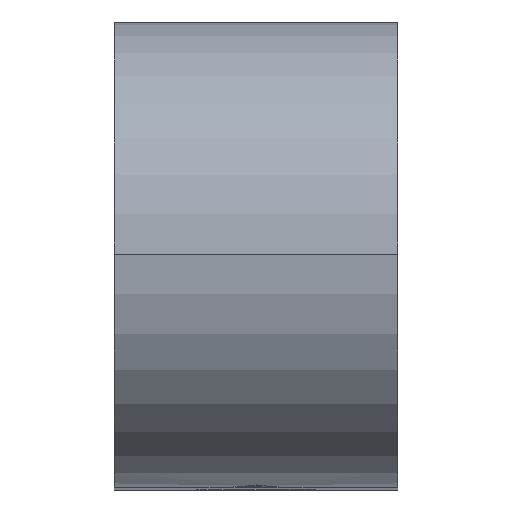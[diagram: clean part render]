
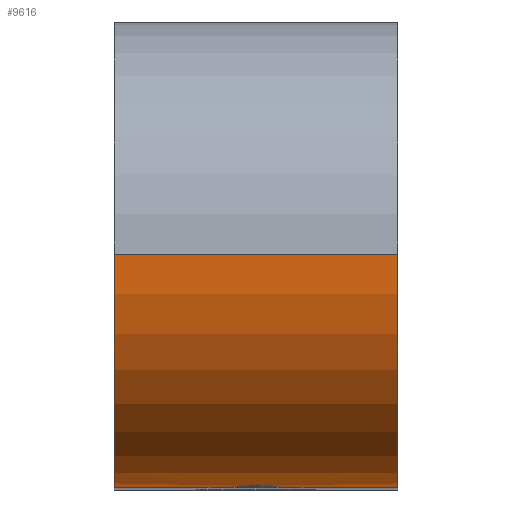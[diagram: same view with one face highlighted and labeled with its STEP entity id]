
A CAD part, top view. The second image highlights one B-rep face of the part: STEP entity #9616.
In plain terms, the highlighted cylindrical face has radius 20.5 mm (diameter 41 mm), a partial arc.
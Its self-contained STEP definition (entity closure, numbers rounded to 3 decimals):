
#12 = DIRECTION ( 'NONE',  ( -1., 0., 0. ) ) ;
#362 = EDGE_LOOP ( 'NONE', ( #4139, #7689, #9581, #7390, #2776, #4409, #12401 ) ) ;
#402 = CARTESIAN_POINT ( 'NONE',  ( -1.291, 0.068, 1.679 ) ) ;
#653 = CARTESIAN_POINT ( 'NONE',  ( 2.1, 0., 0. ) ) ;
#677 = CARTESIAN_POINT ( 'NONE',  ( 1.887, 0.021, 0.932 ) ) ;
#723 = CARTESIAN_POINT ( 'NONE',  ( 1.28, 0.068, 1.67 ) ) ;
#865 = CARTESIAN_POINT ( 'NONE',  ( 0.545, 0.101, 2.033 ) ) ;
#1522 = CARTESIAN_POINT ( 'NONE',  ( -2.1, 0., 0. ) ) ;
#1644 = B_SPLINE_CURVE_WITH_KNOTS ( 'NONE', 3,
 ( #1522, #4601, #5445, #9456, #8484, #10494, #3480, #9377, #4495, #402, #10450, #2501, #5494, #6792 ),
 .UNSPECIFIED., .F., .F.,
 ( 4, 2, 2, 2, 2, 2, 4 ),
 ( 0., 0., 0.001, 0.001, 0.002, 0.002, 0.003 ),
 .UNSPECIFIED. ) ;
#1792 = CARTESIAN_POINT ( 'NONE',  ( 0.93, 0.087, 1.888 ) ) ;
#2501 = CARTESIAN_POINT ( 'NONE',  ( -0.551, 0.102, 2.045 ) ) ;
#2776 = ORIENTED_EDGE ( 'NONE', *, *, #8074, .T. ) ;
#2881 = CARTESIAN_POINT ( 'NONE',  ( 2.1, 0., 0. ) ) ;
#2962 = LINE ( 'NONE', #11768, #5731 ) ;
#3381 = CARTESIAN_POINT ( 'NONE',  ( 12.5, 20.5, 0. ) ) ;
#3480 = CARTESIAN_POINT ( 'NONE',  ( -1.822, 0.027, 1.052 ) ) ;
#3788 = AXIS2_PLACEMENT_3D ( 'NONE', #6265, #12158, #7246 ) ;
#3852 = CARTESIAN_POINT ( 'NONE',  ( 1.669, 0.04, 1.282 ) ) ;
#3895 = CARTESIAN_POINT ( 'NONE',  ( 0.137, 0.108, 2.1 ) ) ;
#4090 = CARTESIAN_POINT ( 'NONE',  ( 12.5, 20.5, 20.5 ) ) ;
#4139 = ORIENTED_EDGE ( 'NONE', *, *, #6070, .F. ) ;
#4140 = CARTESIAN_POINT ( 'NONE',  ( 12.5, 0., 0. ) ) ;
#4356 = DIRECTION ( 'NONE',  ( 0., 0., -1. ) ) ;
#4409 = ORIENTED_EDGE ( 'NONE', *, *, #7165, .T. ) ;
#4495 = CARTESIAN_POINT ( 'NONE',  ( -1.581, 0.047, 1.389 ) ) ;
#4601 = CARTESIAN_POINT ( 'NONE',  ( -2.1, 0., 0.139 ) ) ;
#4690 = CARTESIAN_POINT ( 'NONE',  ( 0.276, 0.106, 2.086 ) ) ;
#4716 = VERTEX_POINT ( 'NONE', #11298 ) ;
#4825 = CARTESIAN_POINT ( 'NONE',  ( 2.086, 0.001, 0.278 ) ) ;
#4907 = DIRECTION ( 'NONE',  ( -1., 0., 0. ) ) ;
#4946 = EDGE_CURVE ( 'NONE', #4716, #9288, #9532, .T. ) ;
#5197 = CARTESIAN_POINT ( 'NONE',  ( 0., 0.108, 2.1 ) ) ;
#5273 = CYLINDRICAL_SURFACE ( 'NONE', #7620, 20.5 ) ;
#5445 = CARTESIAN_POINT ( 'NONE',  ( -2.086, 0.001, 0.275 ) ) ;
#5494 = CARTESIAN_POINT ( 'NONE',  ( -0.274, 0.108, 2.1 ) ) ;
#5702 = CARTESIAN_POINT ( 'NONE',  ( 12.5, 0., 0. ) ) ;
#5711 = DIRECTION ( 'NONE',  ( -1., 0., 0. ) ) ;
#5731 = VECTOR ( 'NONE', #4907, 1000. ) ;
#6070 = EDGE_CURVE ( 'NONE', #10366, #7404, #10765, .T. ) ;
#6265 = CARTESIAN_POINT ( 'NONE',  ( -12.5, 20.5, 0. ) ) ;
#6792 = CARTESIAN_POINT ( 'NONE',  ( 0., 0.108, 2.1 ) ) ;
#6815 = CARTESIAN_POINT ( 'NONE',  ( 0., 0.108, 2.1 ) ) ;
#6853 = B_SPLINE_CURVE_WITH_KNOTS ( 'NONE', 3,
 ( #6815, #3895, #4690, #865, #11702, #1792, #8723, #723, #8831, #9838, #3852, #12637, #677, #10819, #12724, #4825, #8875, #2881 ),
 .UNSPECIFIED., .F., .F.,
 ( 4, 2, 2, 2, 2, 2, 2, 2, 4 ),
 ( 0.003, 0.004, 0.004, 0.005, 0.005, 0.005, 0.006, 0.006, 0.007 ),
 .UNSPECIFIED. ) ;
#7165 = EDGE_CURVE ( 'NONE', #11127, #10086, #6853, .T. ) ;
#7224 = VECTOR ( 'NONE', #12, 1000. ) ;
#7246 = DIRECTION ( 'NONE',  ( 0., 0., -1. ) ) ;
#7390 = ORIENTED_EDGE ( 'NONE', *, *, #4946, .F. ) ;
#7404 = VERTEX_POINT ( 'NONE', #12154 ) ;
#7620 = AXIS2_PLACEMENT_3D ( 'NONE', #12700, #5711, #7751 ) ;
#7689 = ORIENTED_EDGE ( 'NONE', *, *, #8717, .T. ) ;
#7751 = DIRECTION ( 'NONE',  ( 0., 0., 1. ) ) ;
#7785 = DIRECTION ( 'NONE',  ( -1., 0., 0. ) ) ;
#7964 = FACE_OUTER_BOUND ( 'NONE', #362, .T. ) ;
#8074 = EDGE_CURVE ( 'NONE', #4716, #11127, #1644, .T. ) ;
#8484 = CARTESIAN_POINT ( 'NONE',  ( -1.992, 0.011, 0.677 ) ) ;
#8717 = EDGE_CURVE ( 'NONE', #10366, #9362, #2962, .T. ) ;
#8723 = CARTESIAN_POINT ( 'NONE',  ( 1.053, 0.081, 1.822 ) ) ;
#8831 = CARTESIAN_POINT ( 'NONE',  ( 1.386, 0.061, 1.583 ) ) ;
#8875 = CARTESIAN_POINT ( 'NONE',  ( 2.1, 0., 0.139 ) ) ;
#9288 = VERTEX_POINT ( 'NONE', #10859 ) ;
#9362 = VERTEX_POINT ( 'NONE', #12911 ) ;
#9377 = CARTESIAN_POINT ( 'NONE',  ( -1.67, 0.04, 1.281 ) ) ;
#9456 = CARTESIAN_POINT ( 'NONE',  ( -2.033, 0.007, 0.544 ) ) ;
#9532 = LINE ( 'NONE', #4140, #7224 ) ;
#9581 = ORIENTED_EDGE ( 'NONE', *, *, #10398, .T. ) ;
#9616 = ADVANCED_FACE ( 'NONE', ( #7964 ), #5273, .T. ) ;
#9800 = AXIS2_PLACEMENT_3D ( 'NONE', #3381, #10353, #4356 ) ;
#9820 = CIRCLE ( 'NONE', #3788, 20.5 ) ;
#9838 = CARTESIAN_POINT ( 'NONE',  ( 1.582, 0.047, 1.387 ) ) ;
#10086 = VERTEX_POINT ( 'NONE', #653 ) ;
#10161 = VECTOR ( 'NONE', #7785, 1000. ) ;
#10353 = DIRECTION ( 'NONE',  ( 1., 0., 0. ) ) ;
#10366 = VERTEX_POINT ( 'NONE', #4090 ) ;
#10398 = EDGE_CURVE ( 'NONE', #9362, #9288, #9820, .T. ) ;
#10450 = CARTESIAN_POINT ( 'NONE',  ( -1.056, 0.082, 1.835 ) ) ;
#10494 = CARTESIAN_POINT ( 'NONE',  ( -1.887, 0.021, 0.932 ) ) ;
#10765 = CIRCLE ( 'NONE', #9800, 20.5 ) ;
#10819 = CARTESIAN_POINT ( 'NONE',  ( 1.992, 0.011, 0.678 ) ) ;
#10859 = CARTESIAN_POINT ( 'NONE',  ( -12.5, 0., 0. ) ) ;
#11127 = VERTEX_POINT ( 'NONE', #5197 ) ;
#11268 = EDGE_CURVE ( 'NONE', #7404, #10086, #12783, .T. ) ;
#11298 = CARTESIAN_POINT ( 'NONE',  ( -2.1, 0., 0. ) ) ;
#11702 = CARTESIAN_POINT ( 'NONE',  ( 0.676, 0.097, 1.993 ) ) ;
#11768 = CARTESIAN_POINT ( 'NONE',  ( 12.5, 20.5, 20.5 ) ) ;
#12154 = CARTESIAN_POINT ( 'NONE',  ( 12.5, 0., 0. ) ) ;
#12158 = DIRECTION ( 'NONE',  ( 1., 0., 0. ) ) ;
#12401 = ORIENTED_EDGE ( 'NONE', *, *, #11268, .F. ) ;
#12637 = CARTESIAN_POINT ( 'NONE',  ( 1.821, 0.027, 1.054 ) ) ;
#12700 = CARTESIAN_POINT ( 'NONE',  ( 12.5, 20.5, 0. ) ) ;
#12724 = CARTESIAN_POINT ( 'NONE',  ( 2.032, 0.007, 0.547 ) ) ;
#12783 = LINE ( 'NONE', #5702, #10161 ) ;
#12911 = CARTESIAN_POINT ( 'NONE',  ( -12.5, 20.5, 20.5 ) ) ;
